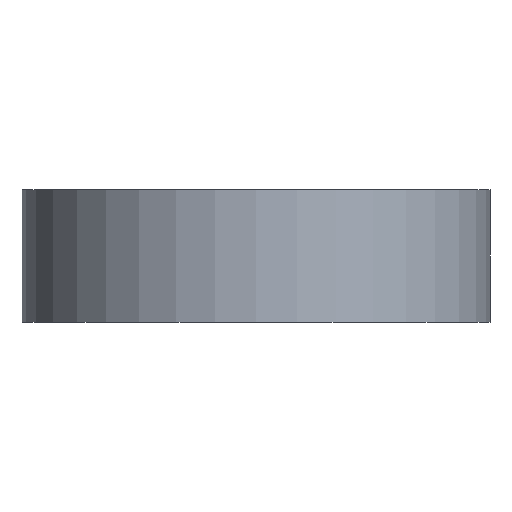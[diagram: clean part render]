
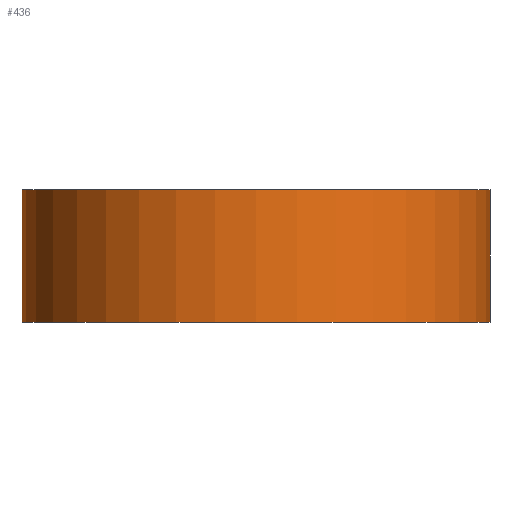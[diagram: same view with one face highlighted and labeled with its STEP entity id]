
A CAD part, front view. The second image highlights one B-rep face of the part: STEP entity #436.
In plain terms, the highlighted cylindrical face has radius 23 mm (diameter 46 mm), a full revolution.
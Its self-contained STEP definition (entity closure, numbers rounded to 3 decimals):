
#58=FACE_OUTER_BOUND('',#86,.T.);
#86=EDGE_LOOP('',(#391,#392,#393,#394));
#102=CIRCLE('',#477,23.);
#103=CIRCLE('',#485,23.);
#151=LINE('',#1997,#180);
#180=VECTOR('',#583,23.);
#213=VERTEX_POINT('',#1969);
#220=VERTEX_POINT('',#1996);
#267=EDGE_CURVE('',#213,#213,#102,.T.);
#280=EDGE_CURVE('',#213,#220,#151,.T.);
#281=EDGE_CURVE('',#220,#220,#103,.T.);
#391=ORIENTED_EDGE('',*,*,#267,.F.);
#392=ORIENTED_EDGE('',*,*,#280,.T.);
#393=ORIENTED_EDGE('',*,*,#281,.T.);
#394=ORIENTED_EDGE('',*,*,#280,.F.);
#413=CYLINDRICAL_SURFACE('',#484,23.);
#436=ADVANCED_FACE('',(#58),#413,.T.);
#477=AXIS2_PLACEMENT_3D('',#1970,#555,#556);
#484=AXIS2_PLACEMENT_3D('',#1995,#581,#582);
#485=AXIS2_PLACEMENT_3D('',#1998,#584,#585);
#555=DIRECTION('center_axis',(0.,0.,1.));
#556=DIRECTION('ref_axis',(1.,0.,0.));
#581=DIRECTION('center_axis',(0.,0.,1.));
#582=DIRECTION('ref_axis',(1.,0.,0.));
#583=DIRECTION('',(0.,0.,-1.));
#584=DIRECTION('center_axis',(0.,0.,1.));
#585=DIRECTION('ref_axis',(1.,0.,0.));
#1969=CARTESIAN_POINT('',(-23.,0.,13.));
#1970=CARTESIAN_POINT('Origin',(0.,0.,13.));
#1995=CARTESIAN_POINT('Origin',(0.,0.,0.));
#1996=CARTESIAN_POINT('',(-23.,0.,0.));
#1997=CARTESIAN_POINT('',(-23.,0.,0.));
#1998=CARTESIAN_POINT('Origin',(0.,0.,0.));
